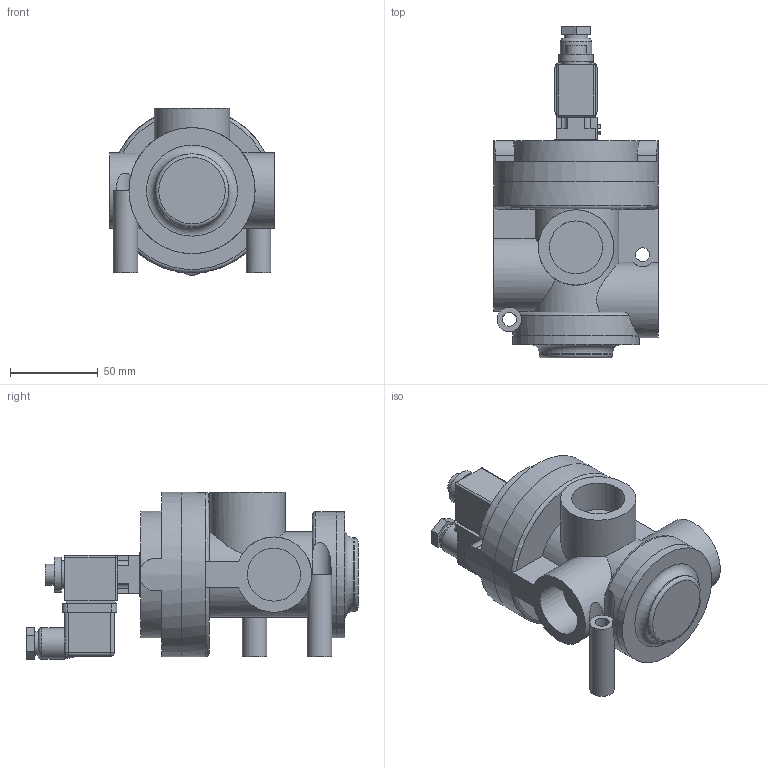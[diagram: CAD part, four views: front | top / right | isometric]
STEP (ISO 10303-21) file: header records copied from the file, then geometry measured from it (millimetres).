
FILE_DESCRIPTION(/* description */ (''),/* implementation_level */ '2;1');
FILE_NAME(/* name */ 'evv77r124cna.stp',/* time_stamp */ '2022-03-23T11:11:27+01:00',/* author */ ('enginyeria'),/* organization */ (''),/* preprocessor_version */ 'ST-DEVELOPER v17.2',/* originating_system */ 'Autodesk Inventor 2019',/* authorisation */ '');
FILE_SCHEMA (('AUTOMOTIVE_DESIGN { 1 0 10303 214 3 1 1 }'));
Length unit declared in the file: millimetre
Products named in the file (1): 3D_evv77r124cna
Bounding box: 94 x 189.55 x 95.54 mm (x, y, z)
Volume: 568321.1 mm3; surface area: 98102.9 mm2
Topology: 2 solids, 7 shells, 211 faces, 533 edges, 349 vertices
Faces by surface type: plane 122, cylinder 73, torus 7, sphere 6, cone 3
Full cylindrical faces by diameter (mm): 2.156 x1, 3 x2, 8 x3, 10 x1, 10.2 x1, 10.5 x1, 12 x1, 13.6 x1, 14 x2, 16 x2, 16.2 x1, 18 x1, 20 x1, 30.291 x3, 42 x1, 43 x1, 72 x1, 94 x2
Entity records: 7548 total; most frequent: CARTESIAN_POINT 2079, DIRECTION 1099, ORIENTED_EDGE 1052, EDGE_CURVE 526, AXIS2_PLACEMENT_3D 402, VERTEX_POINT 349, LINE 295, VECTOR 295
